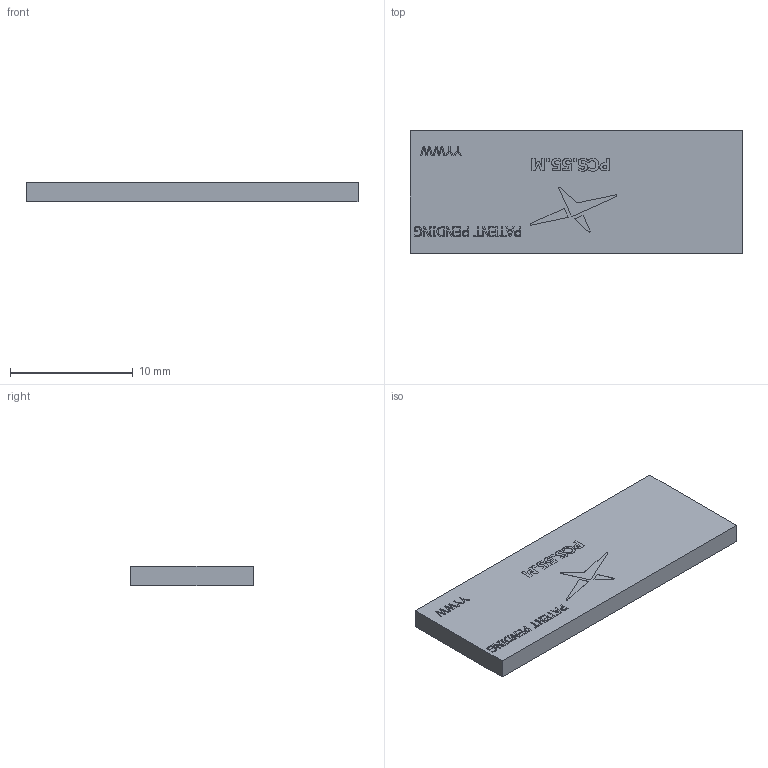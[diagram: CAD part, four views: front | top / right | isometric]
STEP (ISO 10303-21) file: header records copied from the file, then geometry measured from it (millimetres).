
FILE_DESCRIPTION (( 'STEP AP214' ), '1' );
FILE_NAME ('PCS.55.M_Web.STEP', '2023-09-04T14:10:47', ( '' ), ( '' ), 'SwSTEP 2.0', 'SolidWorks 2022', '' );
FILE_SCHEMA (( 'AUTOMOTIVE_DESIGN' ));
Length unit declared in the file: millimetre
Products named in the file (1): PCS.55.M_Web
Bounding box: 27.01 x 10.01 x 1.61 mm (x, y, z)
Volume: 432.1 mm3; surface area: 659.7 mm2
Topology: 4 solids, 4 shells, 1158 faces, 3524 edges, 2407 vertices
Faces by surface type: plane 1046, bspline 104, cylinder 8
Entity records: 42650 total; most frequent: CARTESIAN_POINT 11426, ORIENTED_EDGE 7048, DIRECTION 5443, EDGE_CURVE 3524, LINE 3299, VECTOR 3299, VERTEX_POINT 2407, EDGE_LOOP 1191
